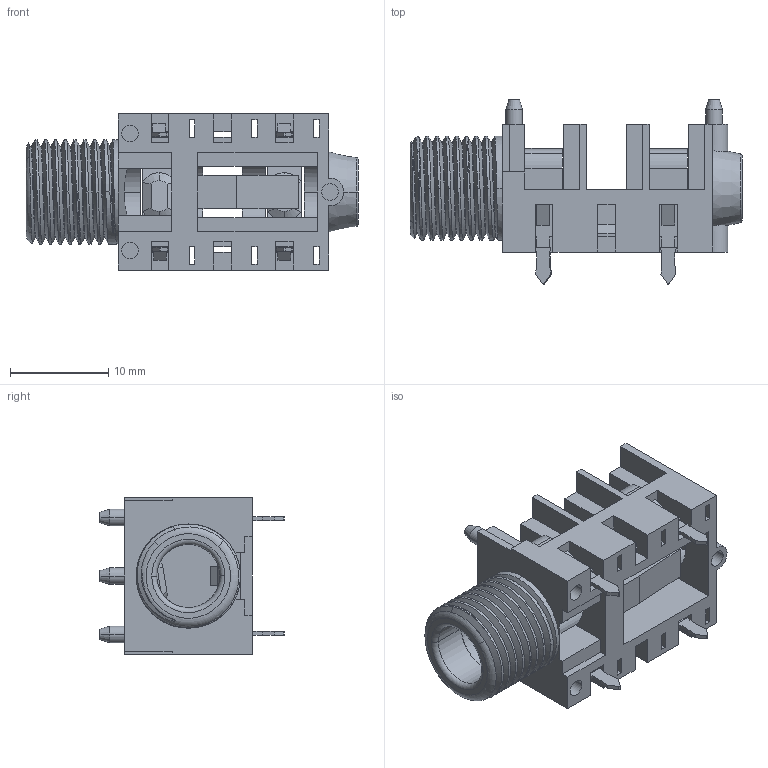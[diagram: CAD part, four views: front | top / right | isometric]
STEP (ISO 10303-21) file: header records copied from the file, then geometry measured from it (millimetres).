
FILE_DESCRIPTION (( 'STEP AP203' ), '1' );
FILE_NAME ('IO-TJ4HF.stp', '2022-06-21T21:42:09', ( '' ), ( '' ), 'SwSTEP 2.0', 'SolidWorks 2018', '' );
FILE_SCHEMA (( 'CONFIG_CONTROL_DESIGN' ));
Length unit declared in the file: millimetre
Products named in the file (1): IO-TJ4HF
Bounding box: 33.8 x 18.75 x 15.9 mm (x, y, z)
Volume: 2394.6 mm3; surface area: 4355.7 mm2
Topology: 10 solids, 10 shells, 448 faces, 1281 edges, 836 vertices
Faces by surface type: plane 332, cylinder 66, cone 29, bspline 14, torus 7
Entity records: 19271 total; most frequent: CARTESIAN_POINT 7613, ORIENTED_EDGE 2562, DIRECTION 2180, EDGE_CURVE 1281, VECTOR 986, LINE 986, VERTEX_POINT 836, AXIS2_PLACEMENT_3D 597
